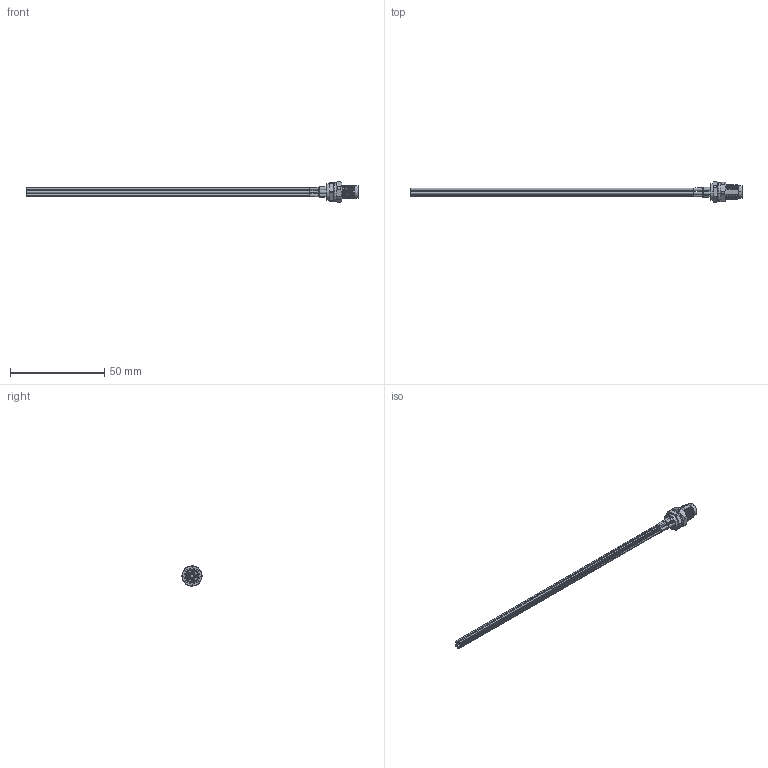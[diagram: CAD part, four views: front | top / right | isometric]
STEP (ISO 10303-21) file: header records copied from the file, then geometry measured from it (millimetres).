
FILE_DESCRIPTION (( 'STEP AP214' ), '1' );
FILE_NAME ('10-05394.STEP', '2023-09-28T19:08:58', ( '' ), ( '' ), 'SwSTEP 2.0', 'SolidWorks 2021', '' );
FILE_SCHEMA (( 'AUTOMOTIVE_DESIGN' ));
Length unit declared in the file: millimetre
Products named in the file (13): Heat shrink; 54-00316-03___; 30-01771_blunt cut; 54-00316-01___; 30-01764_blunt cut; 54-00316; 30-01766_blunt cut; 30-01770_blunt cut; 54-00316-05___; 54-00316-10___; 30-01763_blunt cut; 10-05394; 54-00316-04___
Assembly tree (20 placements, depth 3):
  10-05394
    54-00316
      54-00316-01___
      54-00316-10___
      54-00316-03___  x5
      54-00316-04___
      54-00316-05___
    30-01771_blunt cut
    Heat shrink  x5
    30-01764_blunt cut
    30-01766_blunt cut
    30-01763_blunt cut
    30-01770_blunt cut
Bounding box: 175.7 x 10.99 x 10.8 mm (x, y, z)
Volume: 1689.9 mm3; surface area: 20339.7 mm2
Topology: 219 solids, 219 shells, 1665 faces, 3520 edges, 2310 vertices
Faces by surface type: cylinder 998, plane 489, bspline 76, cone 58, torus 34, sphere 10
Entity records: 77859 total; most frequent: CARTESIAN_POINT 32620, DIRECTION 7592, ORIENTED_EDGE 6316, AXIS2_PLACEMENT_3D 3272, EDGE_CURVE 3158, VERTEX_POINT 2094, EDGE_LOOP 1924, CIRCLE 1811
